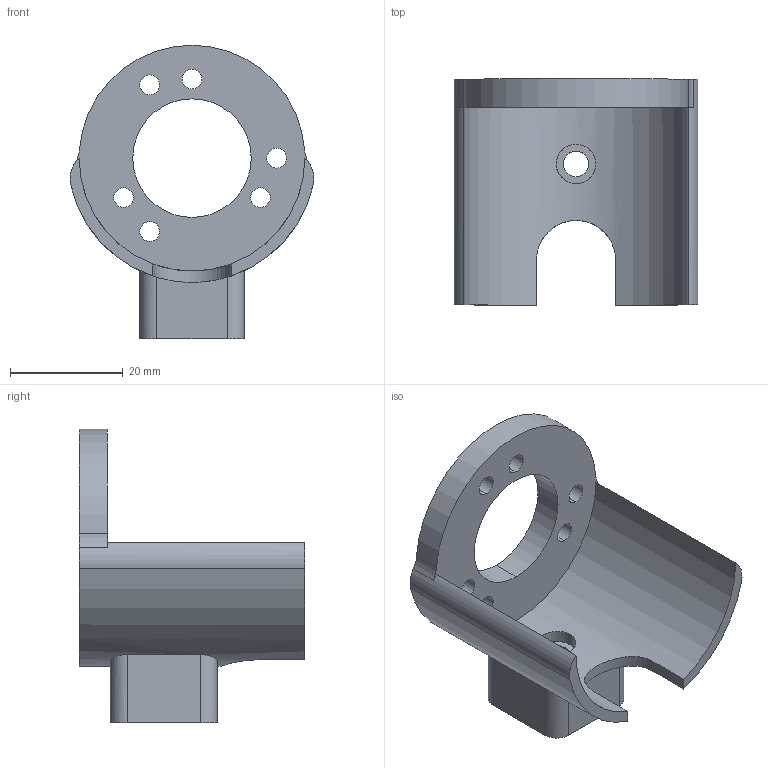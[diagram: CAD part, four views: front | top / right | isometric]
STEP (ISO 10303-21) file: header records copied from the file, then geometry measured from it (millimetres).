
FILE_DESCRIPTION (( 'STEP AP203' ), '1' );
FILE_NAME ('Encoder Holder_Default_sldprt.STEP', '2025-11-03T17:15:52', ( '' ), ( '' ), 'SwSTEP 2.0', 'SolidWorks 2025', '' );
FILE_SCHEMA (( 'CONFIG_CONTROL_DESIGN' ));
Length unit declared in the file: millimetre
Products named in the file (1): Encoder Holder_Default_sldprt
Bounding box: 43.19 x 40 x 52 mm (x, y, z)
Volume: 11374.4 mm3; surface area: 8817.9 mm2
Topology: 1 solids, 1 shells, 67 faces, 168 edges, 112 vertices
Faces by surface type: cylinder 42, plane 25
Entity records: 2359 total; most frequent: CARTESIAN_POINT 570, DIRECTION 378, ORIENTED_EDGE 336, EDGE_CURVE 168, AXIS2_PLACEMENT_3D 150, VERTEX_POINT 112, EDGE_LOOP 92, CIRCLE 82
